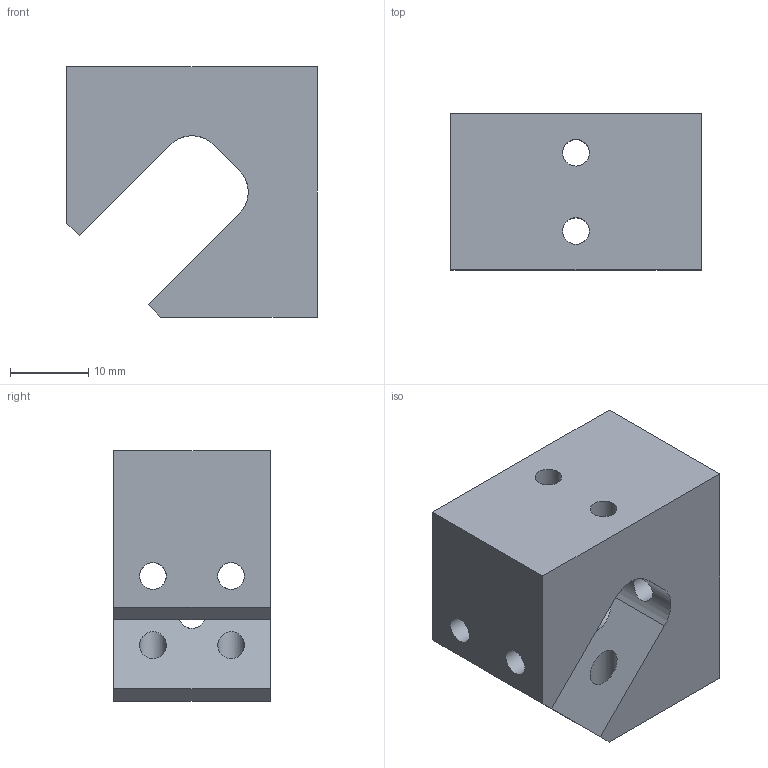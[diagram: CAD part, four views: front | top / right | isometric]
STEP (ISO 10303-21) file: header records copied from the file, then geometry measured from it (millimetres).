
FILE_DESCRIPTION(/* description */ (''),/* implementation_level */ '2;1');
FILE_NAME(/* name */ 'SBAM-C6-CP-AF_3D-CAD.stp',/* time_stamp */ '2021-10-07T13:25:10-04:00',/* author */ ('us0alz'),/* organization */ (''),/* preprocessor_version */ 'ST-DEVELOPER v17',/* originating_system */ 'Autodesk Inventor 2019',/* authorisation */ ', , ');
FILE_SCHEMA (('AUTOMOTIVE_DESIGN { 1 0 10303 214 3 1 1 }'));
Length unit declared in the file: millimetre
Products named in the file (1): SBAM-C6-CP-AF_3D-CAD
Bounding box: 32 x 20 x 32 mm (x, y, z)
Volume: 13264.2 mm3; surface area: 5323.5 mm2
Topology: 1 solids, 1 shells, 23 faces, 68 edges, 46 vertices
Faces by surface type: cylinder 12, plane 11
Full cylindrical faces by diameter (mm): 3.422 x10
Entity records: 993 total; most frequent: CARTESIAN_POINT 290, ORIENTED_EDGE 136, DIRECTION 128, EDGE_CURVE 68, VERTEX_POINT 46, AXIS2_PLACEMENT_3D 44, EDGE_LOOP 42, LINE 40
